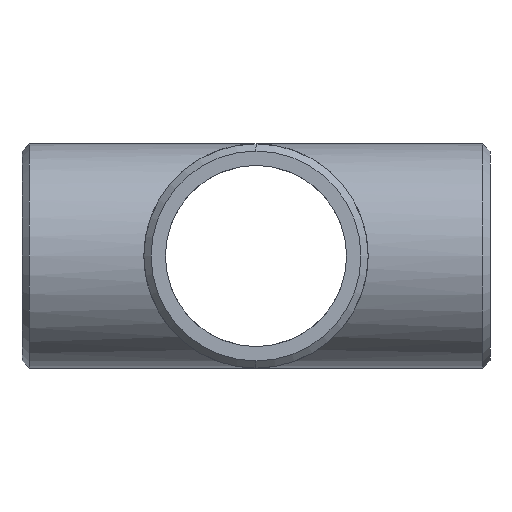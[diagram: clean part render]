
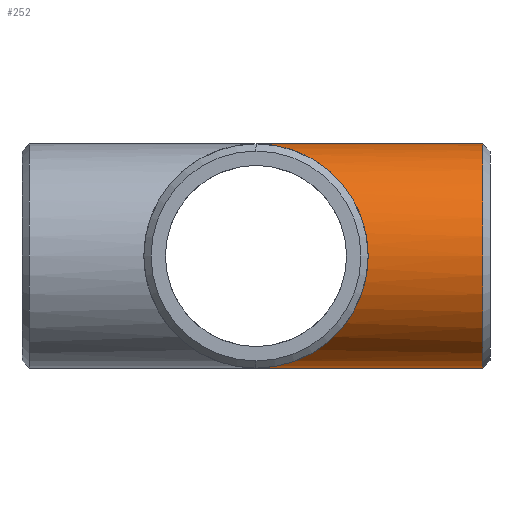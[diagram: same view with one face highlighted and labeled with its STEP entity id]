
A CAD part, left-side view. The second image highlights one B-rep face of the part: STEP entity #252.
In plain terms, the highlighted cylindrical face has radius 36.513 mm (diameter 73.025 mm), a partial arc.
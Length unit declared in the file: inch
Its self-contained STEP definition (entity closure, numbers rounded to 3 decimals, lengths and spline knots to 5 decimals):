
#11 = DIRECTION ( 'NONE',  ( 0., 1., 0. ) ) ;
#30 = DIRECTION ( 'NONE',  ( 0., 0., -1. ) ) ;
#59 = LINE ( 'NONE', #197, #175 ) ;
#111 = VECTOR ( 'NONE', #310, 39.37008 ) ;
#134 = AXIS2_PLACEMENT_3D ( 'NONE', #458, #783, #30 ) ;
#147 = CARTESIAN_POINT ( 'NONE',  ( 0., 0., 1.4375 ) ) ;
#174 = ORIENTED_EDGE ( 'NONE', *, *, #517, .F. ) ;
#175 = VECTOR ( 'NONE', #447, 39.37008 ) ;
#197 = CARTESIAN_POINT ( 'NONE',  ( 0., -3., -1.4375 ) ) ;
#205 = VERTEX_POINT ( 'NONE', #693 ) ;
#252 = ADVANCED_FACE ( 'NONE', ( #396 ), #585, .T. ) ;
#279 = CIRCLE ( 'NONE', #741, 1.4375 ) ;
#310 = DIRECTION ( 'NONE',  ( 0., 1., 0. ) ) ;
#314 = CARTESIAN_POINT ( 'NONE',  ( 0., 0., -1.4375 ) ) ;
#358 = CARTESIAN_POINT ( 'NONE',  ( -2.875, -2.875, -1.4375 ) ) ;
#369 = LINE ( 'NONE', #679, #111 ) ;
#396 = FACE_OUTER_BOUND ( 'NONE', #530, .T. ) ;
#397 = ORIENTED_EDGE ( 'NONE', *, *, #442, .T. ) ;
#424 = ORIENTED_EDGE ( 'NONE', *, *, #499, .T. ) ;
#441 = CARTESIAN_POINT ( 'NONE',  ( 0., 0., -1.4375 ) ) ;
#442 = EDGE_CURVE ( 'NONE', #747, #205, #279, .T. ) ;
#447 = DIRECTION ( 'NONE',  ( 0., 1., 0. ) ) ;
#458 = CARTESIAN_POINT ( 'NONE',  ( 0., -3., 0. ) ) ;
#499 = EDGE_CURVE ( 'NONE', #205, #721, #369, .T. ) ;
#515 = VERTEX_POINT ( 'NONE', #314 ) ;
#517 = EDGE_CURVE ( 'NONE', #515, #721, #733, .T. ) ;
#530 = EDGE_LOOP ( 'NONE', ( #397, #424, #174, #543 ) ) ;
#543 = ORIENTED_EDGE ( 'NONE', *, *, #626, .F. ) ;
#585 = CYLINDRICAL_SURFACE ( 'NONE', #134, 1.4375 ) ;
#592 = CARTESIAN_POINT ( 'NONE',  ( 0., 0., 1.4375 ) ) ;
#626 = EDGE_CURVE ( 'NONE', #747, #515, #59, .T. ) ;
#679 = CARTESIAN_POINT ( 'NONE',  ( 0., -3., 1.4375 ) ) ;
#693 = CARTESIAN_POINT ( 'NONE',  ( 0., -2.908, 1.4375 ) ) ;
#707 = CARTESIAN_POINT ( 'NONE',  ( -2.875, -2.875, 1.4375 ) ) ;
#721 = VERTEX_POINT ( 'NONE', #592 ) ;
#727 = CARTESIAN_POINT ( 'NONE',  ( 0., -2.908, -1.4375 ) ) ;
#733 =( BOUNDED_CURVE ( )  B_SPLINE_CURVE ( 3, ( #441, #358, #707, #147 ),
 .UNSPECIFIED., .F., .T. ) 
 B_SPLINE_CURVE_WITH_KNOTS ( ( 4, 4 ),
 ( 4.71239, 7.85398 ),
 .UNSPECIFIED. ) 
 CURVE ( )  GEOMETRIC_REPRESENTATION_ITEM ( )  RATIONAL_B_SPLINE_CURVE ( ( 1., 0.333, 0.333, 1. ) ) 
 REPRESENTATION_ITEM ( '' )  );
#741 = AXIS2_PLACEMENT_3D ( 'NONE', #754, #11, #742 ) ;
#742 = DIRECTION ( 'NONE',  ( 0., 0., -1. ) ) ;
#747 = VERTEX_POINT ( 'NONE', #727 ) ;
#754 = CARTESIAN_POINT ( 'NONE',  ( 0., -2.908, 0. ) ) ;
#783 = DIRECTION ( 'NONE',  ( 0., 1., 0. ) ) ;
